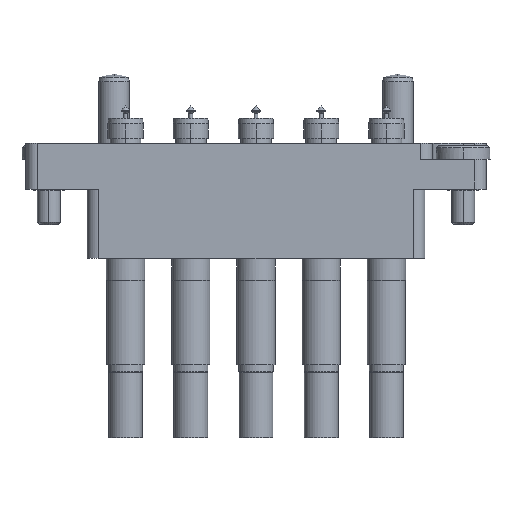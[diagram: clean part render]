
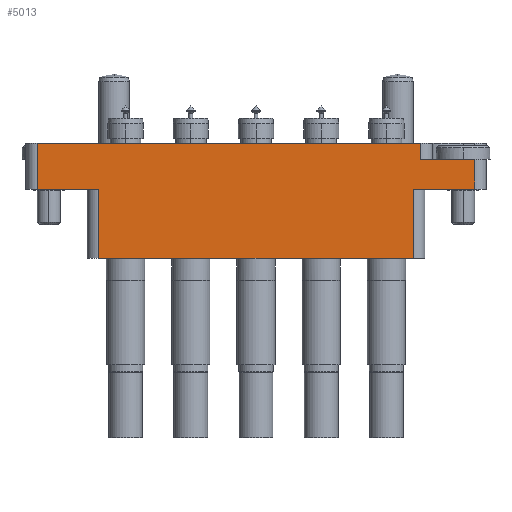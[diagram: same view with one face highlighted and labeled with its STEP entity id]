
A CAD part, left-side view. The second image highlights one B-rep face of the part: STEP entity #5013.
In plain terms, the highlighted face is planar.
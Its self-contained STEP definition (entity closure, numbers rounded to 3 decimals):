
#3 = VERTEX_POINT ( 'NONE', #3841 ) ;
#103 = CARTESIAN_POINT ( 'NONE',  ( 30., 0., 14.35 ) ) ;
#302 = CARTESIAN_POINT ( 'NONE',  ( 30., 0., 14.35 ) ) ;
#489 = DIRECTION ( 'NONE',  ( 0., -1., 0. ) ) ;
#587 = FACE_OUTER_BOUND ( 'NONE', #16528, .T. ) ;
#696 = AXIS2_PLACEMENT_3D ( 'NONE', #5981, #13140, #13259 ) ;
#963 = VERTEX_POINT ( 'NONE', #7178 ) ;
#1522 = CARTESIAN_POINT ( 'NONE',  ( -20.5, 0., 14.35 ) ) ;
#1908 = EDGE_CURVE ( 'NONE', #963, #12116, #15156, .T. ) ;
#2065 = DIRECTION ( 'NONE',  ( -1., 0., 0. ) ) ;
#2437 = CARTESIAN_POINT ( 'NONE',  ( -20.5, 0., 14.35 ) ) ;
#2663 = DIRECTION ( 'NONE',  ( 0., -1., 0. ) ) ;
#2916 = VECTOR ( 'NONE', #16666, 1000. ) ;
#3030 = VERTEX_POINT ( 'NONE', #17289 ) ;
#3326 = VECTOR ( 'NONE', #12193, 1000. ) ;
#3730 = LINE ( 'NONE', #103, #3326 ) ;
#3841 = CARTESIAN_POINT ( 'NONE',  ( 28.5, 0., 14.35 ) ) ;
#4122 = CARTESIAN_POINT ( 'NONE',  ( -28.5, 0., 14.35 ) ) ;
#4463 = ORIENTED_EDGE ( 'NONE', *, *, #18515, .F. ) ;
#4724 = ORIENTED_EDGE ( 'NONE', *, *, #22971, .T. ) ;
#5013 = ADVANCED_FACE ( 'NONE', ( #587 ), #14906, .F. ) ;
#5262 = EDGE_CURVE ( 'NONE', #3, #3030, #3730, .T. ) ;
#5562 = ORIENTED_EDGE ( 'NONE', *, *, #9062, .F. ) ;
#5981 = CARTESIAN_POINT ( 'NONE',  ( -30., 0., 14.35 ) ) ;
#6009 = ORIENTED_EDGE ( 'NONE', *, *, #1908, .T. ) ;
#6210 = CARTESIAN_POINT ( 'NONE',  ( 30., 3.9, 14.35 ) ) ;
#6746 = EDGE_CURVE ( 'NONE', #3, #9690, #10047, .T. ) ;
#7021 = ORIENTED_EDGE ( 'NONE', *, *, #16187, .T. ) ;
#7022 = CARTESIAN_POINT ( 'NONE',  ( -28.5, 0., 14.35 ) ) ;
#7178 = CARTESIAN_POINT ( 'NONE',  ( -28.5, 6., 14.35 ) ) ;
#7460 = DIRECTION ( 'NONE',  ( 1., 0., 0. ) ) ;
#7796 = CARTESIAN_POINT ( 'NONE',  ( -22., -9., 14.35 ) ) ;
#9048 = VERTEX_POINT ( 'NONE', #16504 ) ;
#9062 = EDGE_CURVE ( 'NONE', #963, #9048, #9221, .T. ) ;
#9221 = LINE ( 'NONE', #18396, #19009 ) ;
#9335 = ORIENTED_EDGE ( 'NONE', *, *, #11949, .F. ) ;
#9690 = VERTEX_POINT ( 'NONE', #20188 ) ;
#9909 = CARTESIAN_POINT ( 'NONE',  ( -20.5, -9., 14.35 ) ) ;
#10047 = LINE ( 'NONE', #14027, #20348 ) ;
#10072 = VECTOR ( 'NONE', #2065, 1000. ) ;
#10098 = EDGE_CURVE ( 'NONE', #18809, #18555, #13341, .T. ) ;
#11474 = VECTOR ( 'NONE', #2663, 1000. ) ;
#11486 = LINE ( 'NONE', #6210, #2916 ) ;
#11748 = ORIENTED_EDGE ( 'NONE', *, *, #16656, .F. ) ;
#11767 = VECTOR ( 'NONE', #21199, 1000. ) ;
#11924 = DIRECTION ( 'NONE',  ( 0., 1., 0. ) ) ;
#11949 = EDGE_CURVE ( 'NONE', #15909, #9690, #11486, .T. ) ;
#12020 = VECTOR ( 'NONE', #21697, 1000. ) ;
#12116 = VERTEX_POINT ( 'NONE', #7022 ) ;
#12143 = LINE ( 'NONE', #14135, #11767 ) ;
#12193 = DIRECTION ( 'NONE',  ( -1., 0., 0. ) ) ;
#13074 = LINE ( 'NONE', #7796, #21799 ) ;
#13140 = DIRECTION ( 'NONE',  ( 0., 0., -1. ) ) ;
#13259 = DIRECTION ( 'NONE',  ( -1., 0., 0. ) ) ;
#13341 = LINE ( 'NONE', #2437, #11474 ) ;
#14027 = CARTESIAN_POINT ( 'NONE',  ( 28.5, 3.9, 14.35 ) ) ;
#14135 = CARTESIAN_POINT ( 'NONE',  ( 20.5, 0., 14.35 ) ) ;
#14524 = CARTESIAN_POINT ( 'NONE',  ( 21.5, 0., 14.35 ) ) ;
#14769 = VECTOR ( 'NONE', #489, 1000. ) ;
#14906 = PLANE ( 'NONE',  #696 ) ;
#14947 = ORIENTED_EDGE ( 'NONE', *, *, #5262, .F. ) ;
#14956 = DIRECTION ( 'NONE',  ( -1., 0., 0. ) ) ;
#15131 = VERTEX_POINT ( 'NONE', #16054 ) ;
#15156 = LINE ( 'NONE', #4122, #14769 ) ;
#15718 = ORIENTED_EDGE ( 'NONE', *, *, #10098, .T. ) ;
#15909 = VERTEX_POINT ( 'NONE', #21724 ) ;
#16054 = CARTESIAN_POINT ( 'NONE',  ( 20.5, -9., 14.35 ) ) ;
#16187 = EDGE_CURVE ( 'NONE', #15909, #9048, #16411, .T. ) ;
#16411 = LINE ( 'NONE', #14524, #12020 ) ;
#16504 = CARTESIAN_POINT ( 'NONE',  ( 21.5, 6., 14.35 ) ) ;
#16528 = EDGE_LOOP ( 'NONE', ( #11748, #4724, #14947, #23031, #9335, #7021, #5562, #6009, #4463, #15718 ) ) ;
#16656 = EDGE_CURVE ( 'NONE', #15131, #18555, #13074, .T. ) ;
#16666 = DIRECTION ( 'NONE',  ( 1., 0., 0. ) ) ;
#17289 = CARTESIAN_POINT ( 'NONE',  ( 20.5, 0., 14.35 ) ) ;
#18396 = CARTESIAN_POINT ( 'NONE',  ( -30., 6., 14.35 ) ) ;
#18515 = EDGE_CURVE ( 'NONE', #18809, #12116, #23198, .T. ) ;
#18555 = VERTEX_POINT ( 'NONE', #9909 ) ;
#18809 = VERTEX_POINT ( 'NONE', #1522 ) ;
#19009 = VECTOR ( 'NONE', #7460, 1000. ) ;
#20188 = CARTESIAN_POINT ( 'NONE',  ( 28.5, 3.9, 14.35 ) ) ;
#20348 = VECTOR ( 'NONE', #11924, 1000. ) ;
#21199 = DIRECTION ( 'NONE',  ( 0., 1., 0. ) ) ;
#21697 = DIRECTION ( 'NONE',  ( 0., 1., 0. ) ) ;
#21724 = CARTESIAN_POINT ( 'NONE',  ( 21.5, 3.9, 14.35 ) ) ;
#21799 = VECTOR ( 'NONE', #14956, 1000. ) ;
#22971 = EDGE_CURVE ( 'NONE', #15131, #3030, #12143, .T. ) ;
#23031 = ORIENTED_EDGE ( 'NONE', *, *, #6746, .T. ) ;
#23198 = LINE ( 'NONE', #302, #10072 ) ;
